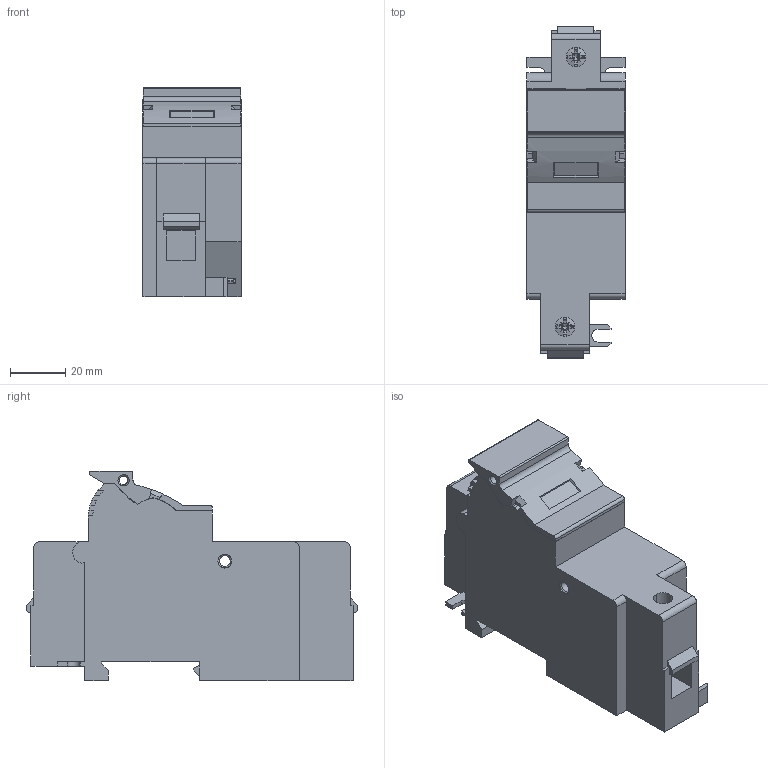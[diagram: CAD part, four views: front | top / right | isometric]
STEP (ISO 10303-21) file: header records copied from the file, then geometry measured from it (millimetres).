
FILE_DESCRIPTION((''),'2;1');
FILE_NAME('EFD22_1P_Z_LOGO','2019-05-07T',('Marketing.praksa'),('Audax d.o.o.'),'CREO PARAMETRIC BY PTC INC, 2017480','CREO PARAMETRIC BY PTC INC, 2017480','');
FILE_SCHEMA(('CONFIG_CONTROL_DESIGN'));
Length unit declared in the file: millimetre
Products named in the file (1): EFD22_1P_Z_LOGO
Bounding box: 35.6 x 120.4 x 75.8 mm (x, y, z)
Volume: 187229.3 mm3; surface area: 30354.5 mm2
Topology: 1 solids, 1 shells, 302 faces, 895 edges, 594 vertices
Faces by surface type: plane 197, cylinder 69, cone 18, sphere 7, torus 7, bspline 4
Entity records: 10581 total; most frequent: CARTESIAN_POINT 2505, ORIENTED_EDGE 1778, DIRECTION 1593, EDGE_CURVE 889, VERTEX_POINT 594, AXIS2_PLACEMENT_3D 532, VECTOR 529, LINE 529
